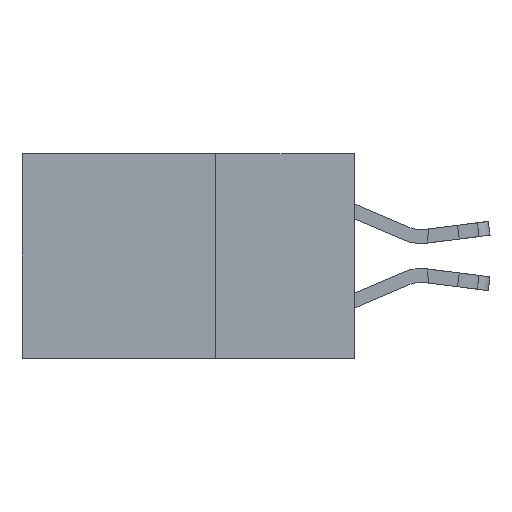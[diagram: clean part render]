
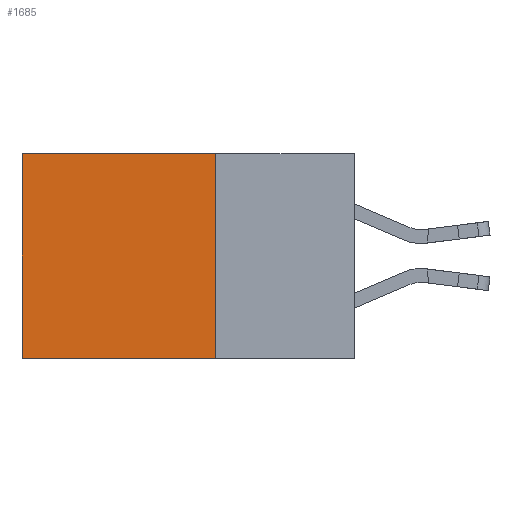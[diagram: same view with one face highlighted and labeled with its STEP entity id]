
A CAD part, left-side view. The second image highlights one B-rep face of the part: STEP entity #1685.
In plain terms, the highlighted planar face has unit normal (-1, 0, 0).
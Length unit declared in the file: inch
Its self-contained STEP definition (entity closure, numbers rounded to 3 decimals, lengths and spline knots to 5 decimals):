
#122 = PLANE ( 'NONE',  #22056 ) ;
#1130 = EDGE_CURVE ( 'NONE', #2192, #24725, #21440, .T. ) ;
#1685 = ADVANCED_FACE ( 'NONE', ( #13286 ), #122, .F. ) ;
#2016 = EDGE_CURVE ( 'NONE', #19797, #4798, #13877, .T. ) ;
#2192 = VERTEX_POINT ( 'NONE', #13453 ) ;
#2410 = ORIENTED_EDGE ( 'NONE', *, *, #2016, .T. ) ;
#2654 = VECTOR ( 'NONE', #18629, 39.37008 ) ;
#2997 = DIRECTION ( 'NONE',  ( 0., 0., -1. ) ) ;
#4137 = CARTESIAN_POINT ( 'NONE',  ( 0.298, 0.6, 0. ) ) ;
#4544 = CARTESIAN_POINT ( 'NONE',  ( 0.298, 0.25, -0.37 ) ) ;
#4798 = VERTEX_POINT ( 'NONE', #24354 ) ;
#5657 = DIRECTION ( 'NONE',  ( 0., 0., -1. ) ) ;
#6815 = CARTESIAN_POINT ( 'NONE',  ( 0.298, 0.6, 0. ) ) ;
#8096 = VECTOR ( 'NONE', #2997, 39.37008 ) ;
#8321 = CARTESIAN_POINT ( 'NONE',  ( 0.298, 0.25, -0.37 ) ) ;
#8407 = ORIENTED_EDGE ( 'NONE', *, *, #19609, .T. ) ;
#8678 = CARTESIAN_POINT ( 'NONE',  ( 0.298, 0.25, 0. ) ) ;
#9762 = CARTESIAN_POINT ( 'NONE',  ( 0.298, 0.25, 0. ) ) ;
#12880 = EDGE_CURVE ( 'NONE', #24725, #4798, #14820, .T. ) ;
#13286 = FACE_OUTER_BOUND ( 'NONE', #18042, .T. ) ;
#13453 = CARTESIAN_POINT ( 'NONE',  ( 0.298, 0.25, 0. ) ) ;
#13877 = LINE ( 'NONE', #6815, #2654 ) ;
#14411 = DIRECTION ( 'NONE',  ( 0., 1., 0. ) ) ;
#14820 = LINE ( 'NONE', #4544, #21458 ) ;
#15606 = DIRECTION ( 'NONE',  ( 1., 0., 0. ) ) ;
#15943 = CARTESIAN_POINT ( 'NONE',  ( 0.298, 0.25, 0. ) ) ;
#18018 = ORIENTED_EDGE ( 'NONE', *, *, #1130, .F. ) ;
#18042 = EDGE_LOOP ( 'NONE', ( #2410, #24560, #18018, #8407 ) ) ;
#18629 = DIRECTION ( 'NONE',  ( 0., 0., -1. ) ) ;
#18808 = LINE ( 'NONE', #15943, #23639 ) ;
#19609 = EDGE_CURVE ( 'NONE', #2192, #19797, #18808, .T. ) ;
#19797 = VERTEX_POINT ( 'NONE', #4137 ) ;
#19838 = DIRECTION ( 'NONE',  ( 0., 1., 0. ) ) ;
#21440 = LINE ( 'NONE', #8678, #8096 ) ;
#21458 = VECTOR ( 'NONE', #14411, 39.37008 ) ;
#22056 = AXIS2_PLACEMENT_3D ( 'NONE', #9762, #15606, #5657 ) ;
#23639 = VECTOR ( 'NONE', #19838, 39.37008 ) ;
#24354 = CARTESIAN_POINT ( 'NONE',  ( 0.298, 0.6, -0.37 ) ) ;
#24560 = ORIENTED_EDGE ( 'NONE', *, *, #12880, .F. ) ;
#24725 = VERTEX_POINT ( 'NONE', #8321 ) ;
